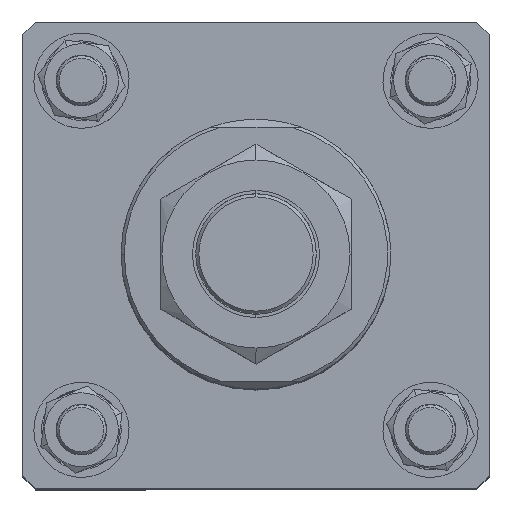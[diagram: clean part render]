
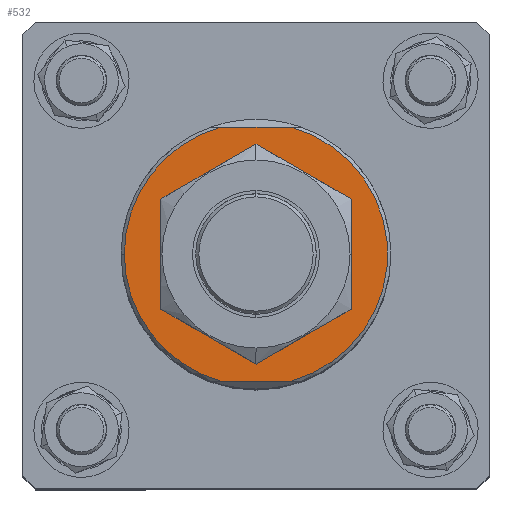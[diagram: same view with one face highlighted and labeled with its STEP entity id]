
A CAD part, top view. The second image highlights one B-rep face of the part: STEP entity #532.
In plain terms, the highlighted face is planar.
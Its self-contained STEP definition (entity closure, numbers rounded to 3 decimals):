
#532 = ADVANCED_FACE ( 'NONE', ( #705, #699 ), #6473, .T. ) ;
#699 = FACE_OUTER_BOUND ( 'NONE', #5799, .T. ) ;
#705 = FACE_BOUND ( 'NONE', #5810, .T. ) ;
#1402 = AXIS2_PLACEMENT_3D ( 'NONE', #4049, #4050, #4051 ) ;
#1403 = AXIS2_PLACEMENT_3D ( 'NONE', #4044, #4045, #4046 ) ;
#1404 = AXIS2_PLACEMENT_3D ( 'NONE', #4038, #4039, #4040 ) ;
#1410 = AXIS2_PLACEMENT_3D ( 'NONE', #3993, #3994, #3995 ) ;
#1417 = AXIS2_PLACEMENT_3D ( 'NONE', #3955, #3956, #3957 ) ;
#3955 = CARTESIAN_POINT ( 'NONE',  ( 0., 60., 0. ) ) ;
#3956 = DIRECTION ( 'NONE',  ( 0., -1., 0. ) ) ;
#3957 = DIRECTION ( 'NONE',  ( 0., 0., 1. ) ) ;
#3993 = CARTESIAN_POINT ( 'NONE',  ( 0., 60., 0. ) ) ;
#3994 = DIRECTION ( 'NONE',  ( 0., 1., 0. ) ) ;
#3995 = DIRECTION ( 'NONE',  ( 0., 0., 1. ) ) ;
#4037 = DIRECTION ( 'NONE',  ( 0., 0., 1. ) ) ;
#4038 = CARTESIAN_POINT ( 'NONE',  ( 0., 60., 0. ) ) ;
#4039 = DIRECTION ( 'NONE',  ( 0., -1., 0. ) ) ;
#4040 = DIRECTION ( 'NONE',  ( 0., 0., 1. ) ) ;
#4041 = CARTESIAN_POINT ( 'NONE',  ( 40., 60., -25. ) ) ;
#4042 = CARTESIAN_POINT ( 'NONE',  ( -40., 60., -25. ) ) ;
#4043 = DIRECTION ( 'NONE',  ( 0., 0., 1. ) ) ;
#4044 = CARTESIAN_POINT ( 'NONE',  ( 0., 60., 0. ) ) ;
#4045 = DIRECTION ( 'NONE',  ( 0., 1., 0. ) ) ;
#4046 = DIRECTION ( 'NONE',  ( 0., 0., 1. ) ) ;
#4049 = CARTESIAN_POINT ( 'NONE',  ( 0., 60., 0. ) ) ;
#4050 = DIRECTION ( 'NONE',  ( 0., 1., 0. ) ) ;
#4051 = DIRECTION ( 'NONE',  ( 0., 0., 1. ) ) ;
#4528 = CARTESIAN_POINT ( 'NONE',  ( 40., 60., 11.057 ) ) ;
#4546 = CARTESIAN_POINT ( 'NONE',  ( 0., 60., 20. ) ) ;
#4562 = CARTESIAN_POINT ( 'NONE',  ( 40., 60., -11.057 ) ) ;
#4632 = CARTESIAN_POINT ( 'NONE',  ( 0., 60., -20. ) ) ;
#4658 = CARTESIAN_POINT ( 'NONE',  ( 0., 60., -41.5 ) ) ;
#4671 = CARTESIAN_POINT ( 'NONE',  ( -40., 60., 11.057 ) ) ;
#4686 = CARTESIAN_POINT ( 'NONE',  ( -40., 60., -11.057 ) ) ;
#5559 = VERTEX_POINT ( 'NONE', #4528 ) ;
#5577 = VERTEX_POINT ( 'NONE', #4546 ) ;
#5593 = VERTEX_POINT ( 'NONE', #4562 ) ;
#5663 = VERTEX_POINT ( 'NONE', #4632 ) ;
#5707 = VERTEX_POINT ( 'NONE', #4658 ) ;
#5726 = VERTEX_POINT ( 'NONE', #4671 ) ;
#5747 = VERTEX_POINT ( 'NONE', #4686 ) ;
#5799 = EDGE_LOOP ( 'NONE', ( #5954, #5955, #5956, #5957, #5958 ) ) ;
#5810 = EDGE_LOOP ( 'NONE', ( #5952, #5953 ) ) ;
#5952 = ORIENTED_EDGE ( 'NONE', *, *, #7166, .T. ) ;
#5953 = ORIENTED_EDGE ( 'NONE', *, *, #7198, .T. ) ;
#5954 = ORIENTED_EDGE ( 'NONE', *, *, #7200, .T. ) ;
#5955 = ORIENTED_EDGE ( 'NONE', *, *, #7201, .F. ) ;
#5956 = ORIENTED_EDGE ( 'NONE', *, *, #7202, .T. ) ;
#5957 = ORIENTED_EDGE ( 'NONE', *, *, #7182, .T. ) ;
#5958 = ORIENTED_EDGE ( 'NONE', *, *, #7203, .T. ) ;
#6134 = AXIS2_PLACEMENT_3D ( 'NONE', #6457, #6554, #6539 ) ;
#6457 = CARTESIAN_POINT ( 'NONE',  ( 0., 60., 0. ) ) ;
#6473 = PLANE ( 'NONE',  #6134 ) ;
#6539 = DIRECTION ( 'NONE',  ( 0., 0., 1. ) ) ;
#6554 = DIRECTION ( 'NONE',  ( 0., 1., 0. ) ) ;
#7166 = EDGE_CURVE ( 'NONE', #5577, #5663, #7396, .T. ) ;
#7182 = EDGE_CURVE ( 'NONE', #5707, #5747, #7736, .T. ) ;
#7198 = EDGE_CURVE ( 'NONE', #5663, #5577, #7717, .T. ) ;
#7200 = EDGE_CURVE ( 'NONE', #5726, #5559, #7718, .T. ) ;
#7201 = EDGE_CURVE ( 'NONE', #5593, #5559, #7713, .T. ) ;
#7202 = EDGE_CURVE ( 'NONE', #5593, #5707, #7712, .T. ) ;
#7203 = EDGE_CURVE ( 'NONE', #5747, #5726, #7710, .T. ) ;
#7396 = CIRCLE ( 'NONE', #1417, 20. ) ;
#7708 = VECTOR ( 'NONE', #4043, 1000. ) ;
#7710 = LINE ( 'NONE', #4042, #7708 ) ;
#7711 = VECTOR ( 'NONE', #4037, 1000. ) ;
#7712 = CIRCLE ( 'NONE', #1402, 41.5 ) ;
#7713 = LINE ( 'NONE', #4041, #7711 ) ;
#7717 = CIRCLE ( 'NONE', #1404, 20. ) ;
#7718 = CIRCLE ( 'NONE', #1403, 41.5 ) ;
#7736 = CIRCLE ( 'NONE', #1410, 41.5 ) ;
